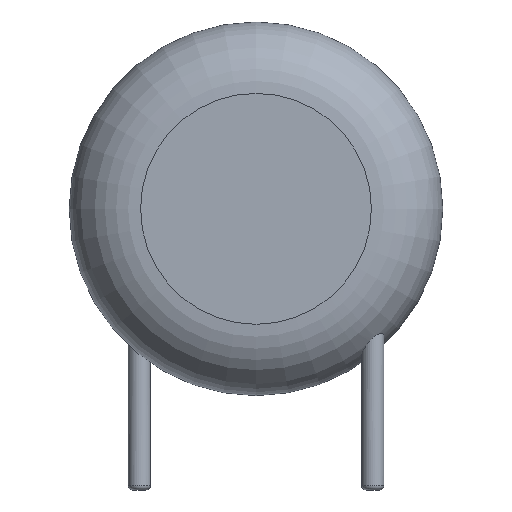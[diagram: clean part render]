
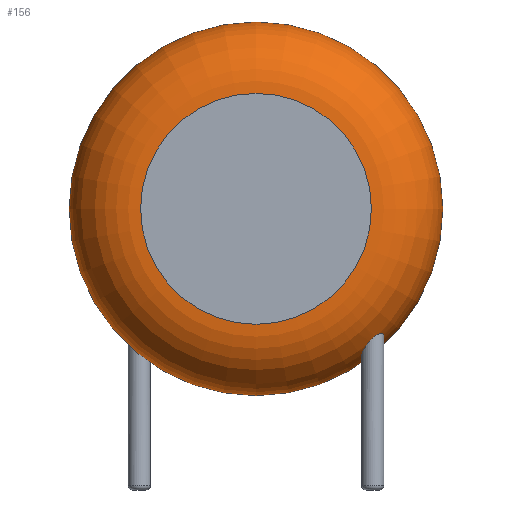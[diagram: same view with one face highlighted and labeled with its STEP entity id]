
A CAD part, front view. The second image highlights one B-rep face of the part: STEP entity #156.
In plain terms, the highlighted toroidal (fillet/blend) face has major radius 3.707 mm and minor radius 2.293 mm.
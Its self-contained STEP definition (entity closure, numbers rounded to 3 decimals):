
#24 = VERTEX_POINT('',#25);
#25 = CARTESIAN_POINT('',(9.75,-1.057,6.03));
#31 = EDGE_CURVE('',#24,#24,#32,.T.);
#32 = CIRCLE('',#33,6.);
#33 = AXIS2_PLACEMENT_3D('',#34,#35,#36);
#34 = CARTESIAN_POINT('',(3.75,-1.057,6.03));
#35 = DIRECTION('',(0.,-1.,0.));
#36 = DIRECTION('',(1.,0.,0.));
#156 = ADVANCED_FACE('',(#157,#177),#257,.T.);
#157 = FACE_BOUND('',#158,.T.);
#158 = EDGE_LOOP('',(#159,#160,#169,#176));
#159 = ORIENTED_EDGE('',*,*,#31,.T.);
#160 = ORIENTED_EDGE('',*,*,#161,.T.);
#161 = EDGE_CURVE('',#24,#162,#164,.T.);
#162 = VERTEX_POINT('',#163);
#163 = CARTESIAN_POINT('',(7.457,-3.35,6.03));
#164 = CIRCLE('',#165,2.293);
#165 = AXIS2_PLACEMENT_3D('',#166,#167,#168);
#166 = CARTESIAN_POINT('',(7.457,-1.057,6.03));
#167 = DIRECTION('',(0.,0.,-1.));
#168 = DIRECTION('',(1.,0.,0.));
#169 = ORIENTED_EDGE('',*,*,#170,.F.);
#170 = EDGE_CURVE('',#162,#162,#171,.T.);
#171 = CIRCLE('',#172,3.707);
#172 = AXIS2_PLACEMENT_3D('',#173,#174,#175);
#173 = CARTESIAN_POINT('',(3.75,-3.35,6.03));
#174 = DIRECTION('',(0.,-1.,0.));
#175 = DIRECTION('',(1.,0.,0.));
#176 = ORIENTED_EDGE('',*,*,#161,.F.);
#177 = FACE_BOUND('',#178,.T.);
#178 = EDGE_LOOP('',(#179,#198));
#179 = ORIENTED_EDGE('',*,*,#180,.T.);
#180 = EDGE_CURVE('',#181,#183,#185,.T.);
#181 = VERTEX_POINT('',#182);
#182 = CARTESIAN_POINT('',(7.86,-2.,1.942));
#183 = VERTEX_POINT('',#184);
#184 = CARTESIAN_POINT('',(7.491,-1.64,1.436
));
#185 = B_SPLINE_CURVE_WITH_KNOTS('',6,(#186,#187,#188,#189,#190,#191,
#192,#193,#194,#195,#196,#197),.UNSPECIFIED.,.F.,.F.,(7,5,7),(
0.,0.553,1.),.UNSPECIFIED.);
#186 = CARTESIAN_POINT('',(7.86,-2.,1.942));
#187 = CARTESIAN_POINT('',(7.86,-1.946,1.907));
#188 = CARTESIAN_POINT('',(7.85,-1.893,1.866
));
#189 = CARTESIAN_POINT('',(7.832,-1.843,1.822
));
#190 = CARTESIAN_POINT('',(7.805,-1.798,1.774)
);
#191 = CARTESIAN_POINT('',(7.771,-1.757,1.725
));
#192 = CARTESIAN_POINT('',(7.699,-1.697,1.634)
);
#193 = CARTESIAN_POINT('',(7.663,-1.674,1.593
));
#194 = CARTESIAN_POINT('',(7.623,-1.657,1.552
));
#195 = CARTESIAN_POINT('',(7.581,-1.645,1.511
));
#196 = CARTESIAN_POINT('',(7.536,-1.639,1.472
));
#197 = CARTESIAN_POINT('',(7.491,-1.64,1.436
));
#198 = ORIENTED_EDGE('',*,*,#199,.T.);
#199 = EDGE_CURVE('',#183,#181,#200,.T.);
#200 = B_SPLINE_CURVE_WITH_KNOTS('',7,(#201,#202,#203,#204,#205,#206,
#207,#208,#209,#210,#211,#212,#213,#214,#215,#216,#217,#218,#219,
#220,#221,#222,#223,#224,#225,#226,#227,#228,#229,#230,#231,#232,
#233,#234,#235,#236,#237,#238,#239,#240,#241,#242,#243,#244,#245,
#246,#247,#248,#249,#250,#251,#252,#253,#254,#255,#256),
.UNSPECIFIED.,.F.,.F.,(8,6,6,6,6,6,6,6,6,8),(0.,0.141,
0.219,0.32,0.374,0.537,
0.739,0.821,0.926,1.),.UNSPECIFIED.);
#201 = CARTESIAN_POINT('',(7.491,-1.64,1.436
));
#202 = CARTESIAN_POINT('',(7.457,-1.641,1.408
));
#203 = CARTESIAN_POINT('',(7.423,-1.646,1.382)
);
#204 = CARTESIAN_POINT('',(7.388,-1.654,1.358
));
#205 = CARTESIAN_POINT('',(7.355,-1.667,1.337)
);
#206 = CARTESIAN_POINT('',(7.323,-1.683,1.318
));
#207 = CARTESIAN_POINT('',(7.293,-1.703,1.303
));
#208 = CARTESIAN_POINT('',(7.25,-1.74,1.285
));
#209 = CARTESIAN_POINT('',(7.236,-1.754,1.28)
);
#210 = CARTESIAN_POINT('',(7.222,-1.769,1.276
));
#211 = CARTESIAN_POINT('',(7.21,-1.785,1.274
));
#212 = CARTESIAN_POINT('',(7.199,-1.801,1.272)
);
#213 = CARTESIAN_POINT('',(7.188,-1.819,1.272
));
#214 = CARTESIAN_POINT('',(7.168,-1.859,1.276
));
#215 = CARTESIAN_POINT('',(7.158,-1.883,1.28
));
#216 = CARTESIAN_POINT('',(7.15,-1.907,1.286
));
#217 = CARTESIAN_POINT('',(7.145,-1.932,1.294
));
#218 = CARTESIAN_POINT('',(7.141,-1.956,1.304
));
#219 = CARTESIAN_POINT('',(7.14,-1.981,1.316
));
#220 = CARTESIAN_POINT('',(7.14,-2.018,1.337)
);
#221 = CARTESIAN_POINT('',(7.141,-2.031,1.345)
);
#222 = CARTESIAN_POINT('',(7.142,-2.043,1.354
));
#223 = CARTESIAN_POINT('',(7.144,-2.056,1.362
));
#224 = CARTESIAN_POINT('',(7.146,-2.068,1.371)
);
#225 = CARTESIAN_POINT('',(7.149,-2.081,1.381)
);
#226 = CARTESIAN_POINT('',(7.162,-2.129,1.421
));
#227 = CARTESIAN_POINT('',(7.176,-2.163,1.454
));
#228 = CARTESIAN_POINT('',(7.193,-2.195,1.489
));
#229 = CARTESIAN_POINT('',(7.214,-2.225,1.527
));
#230 = CARTESIAN_POINT('',(7.238,-2.251,1.566
));
#231 = CARTESIAN_POINT('',(7.265,-2.275,1.606
));
#232 = CARTESIAN_POINT('',(7.33,-2.321,1.697
));
#233 = CARTESIAN_POINT('',(7.37,-2.341,1.747
));
#234 = CARTESIAN_POINT('',(7.414,-2.355,1.798
));
#235 = CARTESIAN_POINT('',(7.46,-2.364,1.846
));
#236 = CARTESIAN_POINT('',(7.509,-2.365,1.891
));
#237 = CARTESIAN_POINT('',(7.558,-2.359,1.931
));
#238 = CARTESIAN_POINT('',(7.626,-2.338,1.976
));
#239 = CARTESIAN_POINT('',(7.645,-2.33,1.987
));
#240 = CARTESIAN_POINT('',(7.664,-2.322,1.997)
);
#241 = CARTESIAN_POINT('',(7.683,-2.311,2.006
));
#242 = CARTESIAN_POINT('',(7.701,-2.3,2.013
));
#243 = CARTESIAN_POINT('',(7.718,-2.288,2.019
));
#244 = CARTESIAN_POINT('',(7.754,-2.256,2.027)
);
#245 = CARTESIAN_POINT('',(7.773,-2.237,2.03
));
#246 = CARTESIAN_POINT('',(7.791,-2.216,2.029)
);
#247 = CARTESIAN_POINT('',(7.806,-2.194,2.026)
);
#248 = CARTESIAN_POINT('',(7.819,-2.17,2.021
));
#249 = CARTESIAN_POINT('',(7.83,-2.146,2.014)
);
#250 = CARTESIAN_POINT('',(7.845,-2.105,1.998
));
#251 = CARTESIAN_POINT('',(7.85,-2.087,1.99)
);
#252 = CARTESIAN_POINT('',(7.854,-2.07,1.982
));
#253 = CARTESIAN_POINT('',(7.857,-2.052,1.973
));
#254 = CARTESIAN_POINT('',(7.859,-2.035,1.963)
);
#255 = CARTESIAN_POINT('',(7.86,-2.017,1.953));
#256 = CARTESIAN_POINT('',(7.86,-2.,1.942));
#257 = TOROIDAL_SURFACE('',#258,3.707,2.293);
#258 = AXIS2_PLACEMENT_3D('',#259,#260,#261);
#259 = CARTESIAN_POINT('',(3.75,-1.057,6.03));
#260 = DIRECTION('',(0.,-1.,0.));
#261 = DIRECTION('',(1.,0.,0.));
